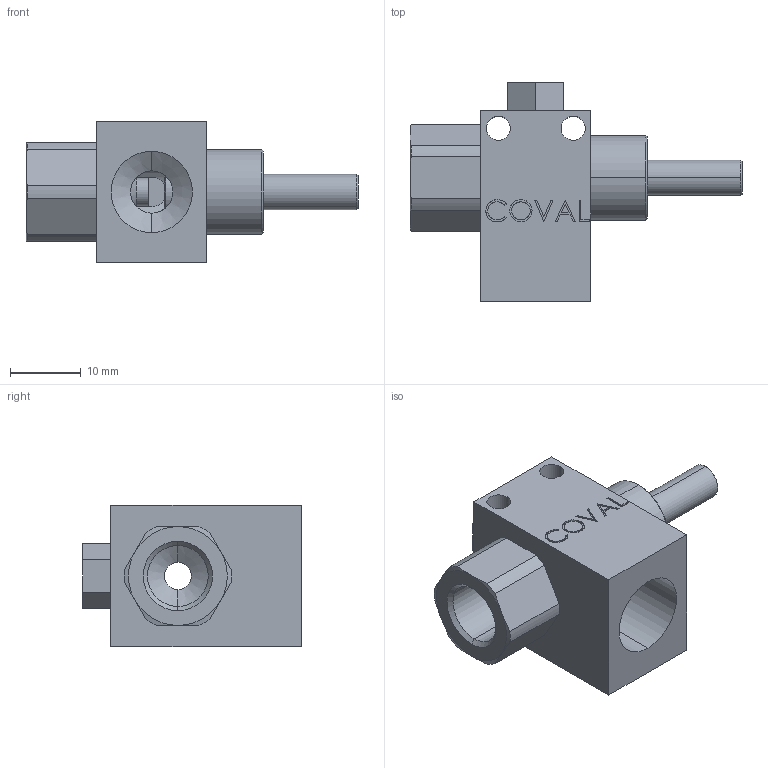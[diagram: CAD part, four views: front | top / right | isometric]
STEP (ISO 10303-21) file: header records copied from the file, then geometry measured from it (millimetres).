
FILE_DESCRIPTION(('STEP AP214'),'1');
FILE_NAME('COVAL_GVR12.stp','2017-12-27T16:06:17',('TraceParts'),('TraceParts S.A.'),'Spatial InterOp 3D',' ',' ');
FILE_SCHEMA(('automotive_design'));
Length unit declared in the file: millimetre
Products named in the file (1): COVAL_GVR12
Bounding box: 47 x 31 x 20 mm (x, y, z)
Volume: 8543.5 mm3; surface area: 6925 mm2
Topology: 5 solids, 5 shells, 160 faces, 371 edges, 236 vertices
Faces by surface type: plane 67, cylinder 48, cone 28, bspline 17
Entity records: 7895 total; most frequent: CARTESIAN_POINT 2937, ORIENTED_EDGE 742, DIRECTION 723, EDGE_CURVE 371, AXIS2_PLACEMENT_3D 258, VERTEX_POINT 236, LINE 207, VECTOR 207
